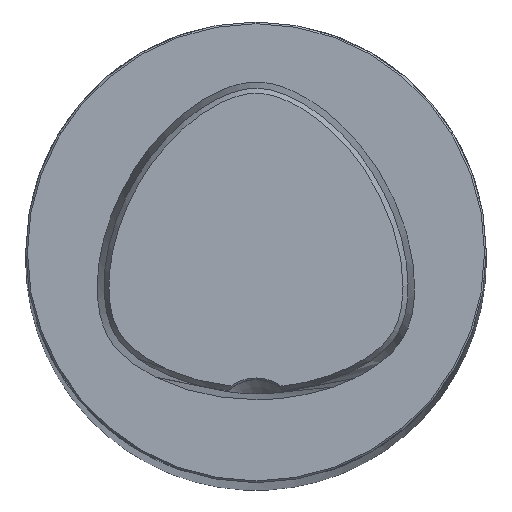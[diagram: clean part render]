
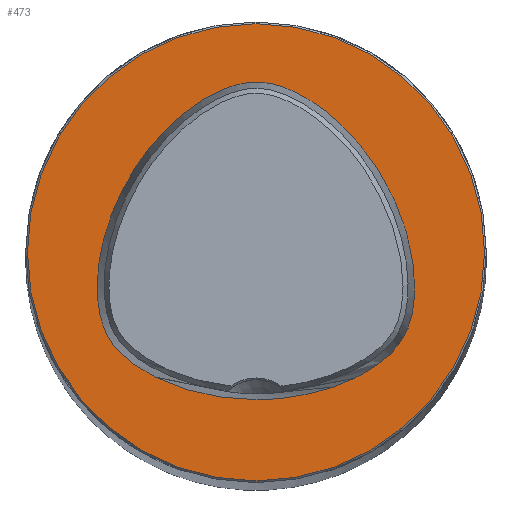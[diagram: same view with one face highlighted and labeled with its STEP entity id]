
A CAD part, top view. The second image highlights one B-rep face of the part: STEP entity #473.
In plain terms, the highlighted planar face has unit normal (0, 0, 1).
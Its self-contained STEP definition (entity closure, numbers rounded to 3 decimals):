
#370=B_SPLINE_CURVE_WITH_KNOTS('',3,(#2852,#2853,#2854,#2855,#2856,#2857,
#2858,#2859,#2860,#2861,#2862,#2863,#2864,#2865,#2866,#2867,#2868,#2869,
#2870,#2871,#2872,#2873,#2874,#2875,#2876,#2877,#2878,#2879,#2880,#2881,
#2882,#2883,#2884,#2885,#2886,#2887,#2888,#2889,#2890,#2891,#2892,#2893,
#2894,#2895,#2896,#2897,#2898,#2899,#2900,#2901,#2902,#2903,#2904,#2905,
#2906,#2907,#2908,#2909,#2910,#2911,#2912,#2913,#2914,#2915,#2916,#2917,
#2918,#2919,#2920,#2921,#2922,#2923,#2924,#2925,#2926,#2927,#2928),
 .UNSPECIFIED.,.T.,.F.,(1,1,2,1,1,1,1,1,1,1,1,1,1,1,1,1,1,1,1,1,1,1,1,1,
1,1,1,1,1,1,1,1,1,1,1,1,1,1,1,1,1,1,1,1,1,1,1,1,1,1,1,1,1,1,1,1,1,1,1,1,
1,1,1,1,1,1,1,1,1,1,1,1,1,1,1,1,2,1,1),(-0.031,-0.016,0.,0.016,
0.031,0.063,0.078,0.094,0.109,0.125,0.133,0.141,0.148,
0.156,0.164,0.172,0.18,0.188,0.195,0.203,0.219,
0.234,0.25,0.266,0.281,0.313,0.344,0.359,0.375,0.391,0.406,
0.422,0.438,0.453,0.469,0.477,0.484,0.492,0.496,
0.5,0.504,0.508,0.516,0.523,0.531,0.547,0.563,0.578,
0.594,0.609,0.625,0.641,0.656,0.688,0.719,0.734,0.75,0.766,
0.781,0.797,0.805,0.813,0.82,0.828,0.836,0.844,
0.852,0.859,0.867,0.875,0.891,0.906,0.922,0.938,0.969,
0.984,1.,1.016,1.031),.UNSPECIFIED.);
#473=ADVANCED_FACE('CU_E_LO_SU_1',(#665,#666),#582,.F.);
#582=PLANE('',#1842);
#665=FACE_BOUND('',#747,.T.);
#666=FACE_BOUND('',#748,.T.);
#747=EDGE_LOOP('',(#947));
#748=EDGE_LOOP('',(#948));
#947=ORIENTED_EDGE('',*,*,#1515,.T.);
#948=ORIENTED_EDGE('',*,*,#1553,.T.);
#1355=VERTEX_POINT('',#2929);
#1391=VERTEX_POINT('',#3413);
#1515=EDGE_CURVE('',#1355,#1355,#370,.T.);
#1553=EDGE_CURVE('',#1391,#1391,#1736,.T.);
#1736=CIRCLE('',#1841,39.7);
#1841=AXIS2_PLACEMENT_3D('',#3412,#2057,#2058);
#1842=AXIS2_PLACEMENT_3D('',#3414,#2059,#2060);
#2057=DIRECTION('',(0.,0.,1.));
#2058=DIRECTION('',(1.,0.,0.));
#2059=DIRECTION('',(0.,0.,-1.));
#2060=DIRECTION('',(-1.,0.,0.));
#2852=CARTESIAN_POINT('',(0.901,-25.575,0.));
#2853=CARTESIAN_POINT('',(-0.901,-25.575,0.));
#2854=CARTESIAN_POINT('',(-2.704,-25.519,0.));
#2855=CARTESIAN_POINT('',(-6.296,-25.183,0.));
#2856=CARTESIAN_POINT('',(-9.847,-24.505,0.));
#2857=CARTESIAN_POINT('',(-13.303,-23.467,0.));
#2858=CARTESIAN_POINT('',(-15.832,-22.497,0.));
#2859=CARTESIAN_POINT('',(-18.274,-21.325,0.));
#2860=CARTESIAN_POINT('',(-20.211,-20.163,0.));
#2861=CARTESIAN_POINT('',(-21.677,-19.107,0.));
#2862=CARTESIAN_POINT('',(-22.725,-18.247,0.));
#2863=CARTESIAN_POINT('',(-23.709,-17.313,0.));
#2864=CARTESIAN_POINT('',(-24.61,-16.296,0.));
#2865=CARTESIAN_POINT('',(-25.401,-15.19,0.));
#2866=CARTESIAN_POINT('',(-26.058,-13.998,0.));
#2867=CARTESIAN_POINT('',(-26.575,-12.74,0.));
#2868=CARTESIAN_POINT('',(-26.965,-11.439,0.));
#2869=CARTESIAN_POINT('',(-27.249,-10.112,0.));
#2870=CARTESIAN_POINT('',(-27.504,-8.324,0.));
#2871=CARTESIAN_POINT('',(-27.619,-6.066,0.));
#2872=CARTESIAN_POINT('',(-27.493,-3.36,0.));
#2873=CARTESIAN_POINT('',(-27.139,-0.675,0.));
#2874=CARTESIAN_POINT('',(-26.581,1.974,0.));
#2875=CARTESIAN_POINT('',(-25.59,5.443,0.));
#2876=CARTESIAN_POINT('',(-23.922,9.642,0.));
#2877=CARTESIAN_POINT('',(-21.745,13.599,0.));
#2878=CARTESIAN_POINT('',(-19.72,16.584,0.));
#2879=CARTESIAN_POINT('',(-18.063,18.723,0.));
#2880=CARTESIAN_POINT('',(-16.269,20.75,0.));
#2881=CARTESIAN_POINT('',(-14.343,22.652,0.));
#2882=CARTESIAN_POINT('',(-12.284,24.409,0.));
#2883=CARTESIAN_POINT('',(-10.091,26.,0.));
#2884=CARTESIAN_POINT('',(-7.766,27.392,0.));
#2885=CARTESIAN_POINT('',(-5.716,28.346,0.));
#2886=CARTESIAN_POINT('',(-4.01,28.944,0.));
#2887=CARTESIAN_POINT('',(-2.698,29.293,0.));
#2888=CARTESIAN_POINT('',(-1.581,29.483,0.));
#2889=CARTESIAN_POINT('',(-0.679,29.562,0.));
#2890=CARTESIAN_POINT('',(0.,29.582,0.));
#2891=CARTESIAN_POINT('',(0.679,29.562,0.));
#2892=CARTESIAN_POINT('',(1.581,29.483,0.));
#2893=CARTESIAN_POINT('',(2.698,29.293,0.));
#2894=CARTESIAN_POINT('',(4.01,28.944,0.));
#2895=CARTESIAN_POINT('',(5.716,28.346,0.));
#2896=CARTESIAN_POINT('',(7.766,27.392,0.));
#2897=CARTESIAN_POINT('',(10.091,26.,0.));
#2898=CARTESIAN_POINT('',(12.284,24.409,0.));
#2899=CARTESIAN_POINT('',(14.343,22.652,0.));
#2900=CARTESIAN_POINT('',(16.269,20.75,0.));
#2901=CARTESIAN_POINT('',(18.063,18.723,0.));
#2902=CARTESIAN_POINT('',(19.72,16.584,0.));
#2903=CARTESIAN_POINT('',(21.745,13.599,0.));
#2904=CARTESIAN_POINT('',(23.922,9.642,0.));
#2905=CARTESIAN_POINT('',(25.59,5.443,0.));
#2906=CARTESIAN_POINT('',(26.581,1.974,0.));
#2907=CARTESIAN_POINT('',(27.139,-0.675,0.));
#2908=CARTESIAN_POINT('',(27.493,-3.36,0.));
#2909=CARTESIAN_POINT('',(27.619,-6.066,0.));
#2910=CARTESIAN_POINT('',(27.504,-8.324,0.));
#2911=CARTESIAN_POINT('',(27.249,-10.112,0.));
#2912=CARTESIAN_POINT('',(26.965,-11.439,0.));
#2913=CARTESIAN_POINT('',(26.575,-12.74,0.));
#2914=CARTESIAN_POINT('',(26.058,-13.998,0.));
#2915=CARTESIAN_POINT('',(25.401,-15.19,0.));
#2916=CARTESIAN_POINT('',(24.61,-16.296,0.));
#2917=CARTESIAN_POINT('',(23.709,-17.313,0.));
#2918=CARTESIAN_POINT('',(22.725,-18.247,0.));
#2919=CARTESIAN_POINT('',(21.677,-19.107,0.));
#2920=CARTESIAN_POINT('',(20.211,-20.163,0.));
#2921=CARTESIAN_POINT('',(18.274,-21.325,0.));
#2922=CARTESIAN_POINT('',(15.832,-22.497,0.));
#2923=CARTESIAN_POINT('',(13.303,-23.467,0.));
#2924=CARTESIAN_POINT('',(9.847,-24.505,0.));
#2925=CARTESIAN_POINT('',(6.296,-25.183,0.));
#2926=CARTESIAN_POINT('',(2.704,-25.519,0.));
#2927=CARTESIAN_POINT('',(0.901,-25.575,0.));
#2928=CARTESIAN_POINT('',(-0.901,-25.575,0.));
#2929=CARTESIAN_POINT('',(0.,-25.575,0.));
#3412=CARTESIAN_POINT('',(0.,0.,0.));
#3413=CARTESIAN_POINT('',(39.7,0.,0.));
#3414=CARTESIAN_POINT('',(0.,1.996,0.));
